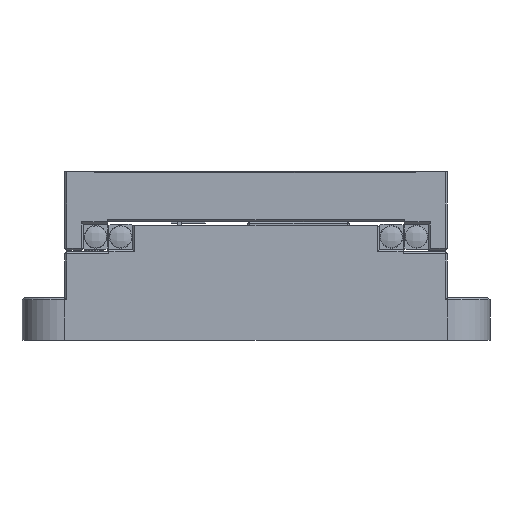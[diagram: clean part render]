
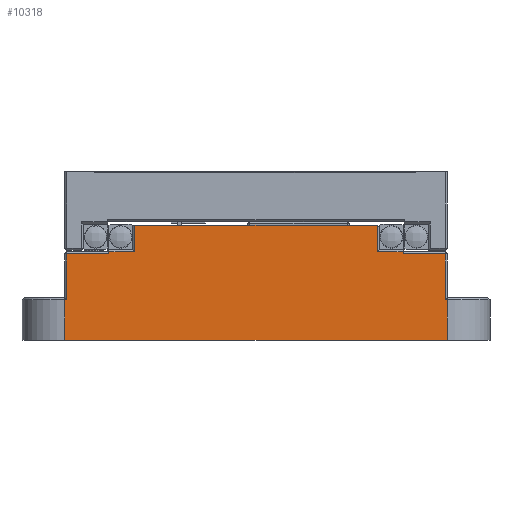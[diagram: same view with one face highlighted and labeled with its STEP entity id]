
A CAD part, left-side view. The second image highlights one B-rep face of the part: STEP entity #10318.
In plain terms, the highlighted planar face has unit normal (-1, 0, 0).
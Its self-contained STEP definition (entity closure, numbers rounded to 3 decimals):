
#76 = CARTESIAN_POINT ( 'NONE',  ( 30.892, 35.151, 90.1 ) ) ;
#542 = DIRECTION ( 'NONE',  ( 0., 0., -1. ) ) ;
#1174 = EDGE_LOOP ( 'NONE', ( #71141, #38812, #11790, #53111, #58591, #30113, #80849, #12112, #23087, #62704, #16189, #89332, #80923, #29859, #72489, #68811 ) ) ;
#1200 = VERTEX_POINT ( 'NONE', #10774 ) ;
#2978 = EDGE_CURVE ( 'NONE', #77219, #67669, #84608, .T. ) ;
#3550 = CARTESIAN_POINT ( 'NONE',  ( 30.892, -54.849, 79.3 ) ) ;
#3952 = DIRECTION ( 'NONE',  ( 0., 0., 1. ) ) ;
#4072 = VECTOR ( 'NONE', #78848, 1000. ) ;
#4210 = DIRECTION ( 'NONE',  ( 0., 0., 1. ) ) ;
#5314 = VECTOR ( 'NONE', #83287, 1000. ) ;
#5955 = LINE ( 'NONE', #47972, #87433 ) ;
#7202 = VECTOR ( 'NONE', #4210, 1000. ) ;
#8722 = DIRECTION ( 'NONE',  ( 0., -1., 0. ) ) ;
#8746 = CARTESIAN_POINT ( 'NONE',  ( 30.892, 35.151, 79.8 ) ) ;
#9093 = DIRECTION ( 'NONE',  ( 0., 0., -1. ) ) ;
#9115 = CARTESIAN_POINT ( 'NONE',  ( 30.892, -54.849, 69.8 ) ) ;
#9535 = EDGE_CURVE ( 'NONE', #47597, #13087, #28869, .T. ) ;
#10318 = ADVANCED_FACE ( 'NONE', ( #16407 ), #49844, .F. ) ;
#10371 = EDGE_CURVE ( 'NONE', #29290, #69202, #51613, .T. ) ;
#10774 = CARTESIAN_POINT ( 'NONE',  ( 30.892, 18.651, 96.8 ) ) ;
#11790 = ORIENTED_EDGE ( 'NONE', *, *, #76380, .F. ) ;
#11819 = DIRECTION ( 'NONE',  ( 0., 0., 1. ) ) ;
#12112 = ORIENTED_EDGE ( 'NONE', *, *, #84645, .F. ) ;
#12254 = LINE ( 'NONE', #46171, #64899 ) ;
#12955 = CARTESIAN_POINT ( 'NONE',  ( 30.892, -54.349, 79.3 ) ) ;
#13087 = VERTEX_POINT ( 'NONE', #50458 ) ;
#13539 = EDGE_CURVE ( 'NONE', #29290, #85998, #13576, .T. ) ;
#13576 = LINE ( 'NONE', #54209, #82584 ) ;
#15126 = EDGE_CURVE ( 'NONE', #21396, #77219, #71249, .T. ) ;
#15967 = CARTESIAN_POINT ( 'NONE',  ( 30.892, 24.751, 91.1 ) ) ;
#16189 = ORIENTED_EDGE ( 'NONE', *, *, #79166, .F. ) ;
#16392 = AXIS2_PLACEMENT_3D ( 'NONE', #8746, #30851, #51171 ) ;
#16407 = FACE_OUTER_BOUND ( 'NONE', #1174, .T. ) ;
#17887 = CARTESIAN_POINT ( 'NONE',  ( 30.892, -44.449, 90.1 ) ) ;
#19281 = VECTOR ( 'NONE', #79207, 1000. ) ;
#20855 = LINE ( 'NONE', #76, #41693 ) ;
#21396 = VERTEX_POINT ( 'NONE', #40725 ) ;
#21640 = CARTESIAN_POINT ( 'NONE',  ( 30.892, 35.151, 79.8 ) ) ;
#21787 = CARTESIAN_POINT ( 'NONE',  ( 30.892, -54.849, 79.8 ) ) ;
#21993 = EDGE_CURVE ( 'NONE', #47597, #58170, #85610, .T. ) ;
#22418 = VECTOR ( 'NONE', #24764, 1000. ) ;
#22627 = EDGE_CURVE ( 'NONE', #75960, #69202, #20855, .T. ) ;
#23087 = ORIENTED_EDGE ( 'NONE', *, *, #9535, .F. ) ;
#23117 = VECTOR ( 'NONE', #8722, 1000. ) ;
#23920 = CARTESIAN_POINT ( 'NONE',  ( 30.892, 34.651, 79.3 ) ) ;
#24764 = DIRECTION ( 'NONE',  ( 0., -1., 0. ) ) ;
#28286 = CARTESIAN_POINT ( 'NONE',  ( 30.892, 35.151, 90.1 ) ) ;
#28636 = VERTEX_POINT ( 'NONE', #73120 ) ;
#28869 = LINE ( 'NONE', #21640, #55121 ) ;
#29290 = VERTEX_POINT ( 'NONE', #77377 ) ;
#29859 = ORIENTED_EDGE ( 'NONE', *, *, #86940, .F. ) ;
#30113 = ORIENTED_EDGE ( 'NONE', *, *, #22627, .F. ) ;
#30851 = DIRECTION ( 'NONE',  ( 1., 0., 0. ) ) ;
#33057 = DIRECTION ( 'NONE',  ( 0., -1., 0. ) ) ;
#34522 = VERTEX_POINT ( 'NONE', #23920 ) ;
#34867 = VERTEX_POINT ( 'NONE', #37391 ) ;
#35907 = CARTESIAN_POINT ( 'NONE',  ( 30.892, 24.751, 90.1 ) ) ;
#36704 = DIRECTION ( 'NONE',  ( 0., -1., 0. ) ) ;
#37391 = CARTESIAN_POINT ( 'NONE',  ( 30.892, -38.349, 90.6 ) ) ;
#37711 = VECTOR ( 'NONE', #9093, 1000. ) ;
#38812 = ORIENTED_EDGE ( 'NONE', *, *, #58739, .F. ) ;
#39628 = LINE ( 'NONE', #73066, #52130 ) ;
#40725 = CARTESIAN_POINT ( 'NONE',  ( 30.892, -54.349, 90.1 ) ) ;
#41693 = VECTOR ( 'NONE', #33057, 1000. ) ;
#46171 = CARTESIAN_POINT ( 'NONE',  ( 30.892, 18.651, 79.8 ) ) ;
#46410 = CARTESIAN_POINT ( 'NONE',  ( 30.892, 35.151, 90.6 ) ) ;
#47597 = VERTEX_POINT ( 'NONE', #88337 ) ;
#47707 = LINE ( 'NONE', #28286, #64518 ) ;
#47972 = CARTESIAN_POINT ( 'NONE',  ( 30.892, -38.349, 79.8 ) ) ;
#47983 = LINE ( 'NONE', #21787, #37711 ) ;
#48963 = LINE ( 'NONE', #69727, #5314 ) ;
#49844 = PLANE ( 'NONE',  #16392 ) ;
#50458 = CARTESIAN_POINT ( 'NONE',  ( 30.892, 35.151, 79.3 ) ) ;
#50674 = CARTESIAN_POINT ( 'NONE',  ( 30.892, 35.151, 79.3 ) ) ;
#51011 = VECTOR ( 'NONE', #56816, 1000. ) ;
#51171 = DIRECTION ( 'NONE',  ( 0., 1., 0. ) ) ;
#51613 = LINE ( 'NONE', #15967, #19281 ) ;
#52130 = VECTOR ( 'NONE', #3952, 1000. ) ;
#53111 = ORIENTED_EDGE ( 'NONE', *, *, #13539, .F. ) ;
#54209 = CARTESIAN_POINT ( 'NONE',  ( 30.892, 35.151, 90.6 ) ) ;
#54878 = CARTESIAN_POINT ( 'NONE',  ( 30.892, -44.449, 90.6 ) ) ;
#55121 = VECTOR ( 'NONE', #55509, 1000. ) ;
#55509 = DIRECTION ( 'NONE',  ( 0., 0., 1. ) ) ;
#55810 = DIRECTION ( 'NONE',  ( 0., -1., 0. ) ) ;
#55812 = EDGE_CURVE ( 'NONE', #28636, #34867, #5955, .T. ) ;
#56816 = DIRECTION ( 'NONE',  ( 0., 0., -1. ) ) ;
#57263 = CARTESIAN_POINT ( 'NONE',  ( 30.892, -54.349, 79.8 ) ) ;
#57491 = CARTESIAN_POINT ( 'NONE',  ( 30.892, 35.151, 79.3 ) ) ;
#58170 = VERTEX_POINT ( 'NONE', #9115 ) ;
#58591 = ORIENTED_EDGE ( 'NONE', *, *, #10371, .T. ) ;
#58739 = EDGE_CURVE ( 'NONE', #1200, #28636, #48963, .T. ) ;
#61337 = EDGE_CURVE ( 'NONE', #62650, #78650, #71976, .T. ) ;
#62650 = VERTEX_POINT ( 'NONE', #17887 ) ;
#62704 = ORIENTED_EDGE ( 'NONE', *, *, #21993, .T. ) ;
#64518 = VECTOR ( 'NONE', #55810, 1000. ) ;
#64899 = VECTOR ( 'NONE', #11819, 1000. ) ;
#65615 = VECTOR ( 'NONE', #36704, 1000. ) ;
#67669 = VERTEX_POINT ( 'NONE', #3550 ) ;
#67679 = EDGE_CURVE ( 'NONE', #34867, #78650, #79890, .T. ) ;
#68811 = ORIENTED_EDGE ( 'NONE', *, *, #67679, .F. ) ;
#69202 = VERTEX_POINT ( 'NONE', #35907 ) ;
#69689 = LINE ( 'NONE', #50674, #65615 ) ;
#69727 = CARTESIAN_POINT ( 'NONE',  ( 30.892, 35.151, 96.8 ) ) ;
#69960 = CARTESIAN_POINT ( 'NONE',  ( 30.892, -54.849, 69.8 ) ) ;
#70490 = CARTESIAN_POINT ( 'NONE',  ( 30.892, 18.651, 90.6 ) ) ;
#71141 = ORIENTED_EDGE ( 'NONE', *, *, #55812, .F. ) ;
#71249 = LINE ( 'NONE', #57263, #51011 ) ;
#71976 = LINE ( 'NONE', #78331, #7202 ) ;
#72489 = ORIENTED_EDGE ( 'NONE', *, *, #61337, .T. ) ;
#73066 = CARTESIAN_POINT ( 'NONE',  ( 30.892, 34.651, 79.8 ) ) ;
#73120 = CARTESIAN_POINT ( 'NONE',  ( 30.892, -38.349, 96.8 ) ) ;
#75477 = DIRECTION ( 'NONE',  ( 0., -1., 0. ) ) ;
#75960 = VERTEX_POINT ( 'NONE', #80585 ) ;
#76380 = EDGE_CURVE ( 'NONE', #85998, #1200, #12254, .T. ) ;
#77149 = EDGE_CURVE ( 'NONE', #34522, #75960, #39628, .T. ) ;
#77219 = VERTEX_POINT ( 'NONE', #12955 ) ;
#77377 = CARTESIAN_POINT ( 'NONE',  ( 30.892, 24.751, 90.6 ) ) ;
#78331 = CARTESIAN_POINT ( 'NONE',  ( 30.892, -44.449, 91.1 ) ) ;
#78650 = VERTEX_POINT ( 'NONE', #54878 ) ;
#78848 = DIRECTION ( 'NONE',  ( 0., -1., 0. ) ) ;
#79166 = EDGE_CURVE ( 'NONE', #67669, #58170, #47983, .T. ) ;
#79207 = DIRECTION ( 'NONE',  ( 0., 0., -1. ) ) ;
#79890 = LINE ( 'NONE', #46410, #22418 ) ;
#80585 = CARTESIAN_POINT ( 'NONE',  ( 30.892, 34.651, 90.1 ) ) ;
#80849 = ORIENTED_EDGE ( 'NONE', *, *, #77149, .F. ) ;
#80923 = ORIENTED_EDGE ( 'NONE', *, *, #15126, .F. ) ;
#82584 = VECTOR ( 'NONE', #75477, 1000. ) ;
#83287 = DIRECTION ( 'NONE',  ( 0., -1., 0. ) ) ;
#84608 = LINE ( 'NONE', #57491, #23117 ) ;
#84645 = EDGE_CURVE ( 'NONE', #13087, #34522, #69689, .T. ) ;
#85610 = LINE ( 'NONE', #69960, #4072 ) ;
#85998 = VERTEX_POINT ( 'NONE', #70490 ) ;
#86940 = EDGE_CURVE ( 'NONE', #62650, #21396, #47707, .T. ) ;
#87433 = VECTOR ( 'NONE', #542, 1000. ) ;
#88337 = CARTESIAN_POINT ( 'NONE',  ( 30.892, 35.151, 69.8 ) ) ;
#89332 = ORIENTED_EDGE ( 'NONE', *, *, #2978, .F. ) ;
